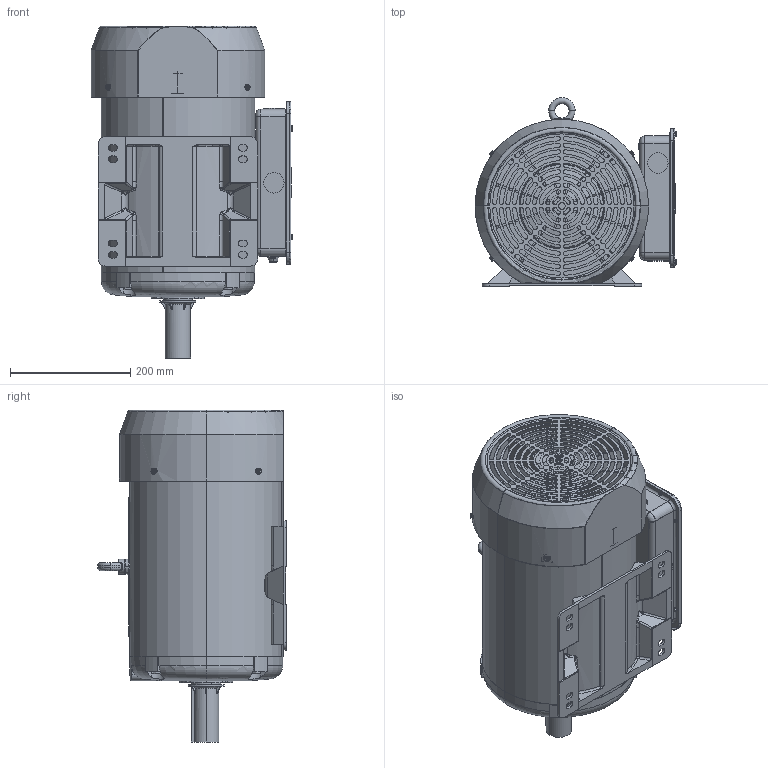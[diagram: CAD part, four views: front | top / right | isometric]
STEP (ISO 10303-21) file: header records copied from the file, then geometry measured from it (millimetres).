
FILE_DESCRIPTION (( 'STEP AP203' ), '1' );
FILE_NAME ('SLF215T（普通盖）.STEP', '2015-08-01T01:09:25', ( 'Windows 用户' ), ( 'Sky123.Org' ), 'SwSTEP 2.0', 'SolidWorks 2013', '' );
FILE_SCHEMA (( 'CONFIG_CONTROL_DESIGN' ));
Length unit declared in the file: millimetre
Products named in the file (34): NEMA210T猾敕ヶ裔; 援隊蹟譫0.3125-18UNC; 210单相出线盒盖密封垫; NEMA210T瑞欶; 208粣創揤啣; SLF215Tㄗぱ籵裔ㄘ; 210等眈堤盄碟裔; 裂遠; NEMA210T前防尘圈; 接线盒盖螺钉10#-32UNC×9.5; NEMA210詩啣褲粣扥杶; 锁轴承压板10-32UNF×30; NEMA215T蛌粣; NEMA215儂褲(298mm); 风罩螺钉0.25-20UNC×8; NEMA210T等眈猾敕綴裔; 6208; NEMA210菁褐; 热保螺钉齿形垫片5; 德州热保总成LED1038; NEMA210T后防尘圈; 粣創6206; NEMA210T諉盄碟釱砎蝶菜; 锁热保螺母10#-32UNC; 210T热保安装垫块; 穿钉0.3125-18UNC×365; NEMA180T-210T迖啣; 210T等眈堤盄碟釱; 热保螺钉10#-32UNC×35; ﾆｽｼ魵7.9｡ﾁ61.5; 波形垫圈D62(6206); 接线盒座螺钉0.25-20UNC×12; 援隊粟銅菜え朴8.5; 132-4怢宒瑞珔
Assembly tree (58 placements, depth 2):
  SLF215Tㄗぱ籵裔ㄘ
    NEMA215儂褲(298mm)
    NEMA210菁褐
    NEMA210T諉盄碟釱砎蝶菜
    210T等眈堤盄碟釱
    接线盒座螺钉0.25-20UNC×12  x4
    210单相出线盒盖密封垫
    210等眈堤盄碟裔
    接线盒盖螺钉10#-32UNC×9.5  x4
    NEMA215T蛌粣
    6208
    粣創6206
    NEMA180T-210T迖啣
    波形垫圈D62(6206)
    NEMA210T猾敕ヶ裔
    208粣創揤啣
    NEMA210T前防尘圈
    锁轴承压板10-32UNF×30  x4
    NEMA210T等眈猾敕綴裔
    NEMA210T后防尘圈
    穿钉0.3125-18UNC×365  x4
    ﾆｽｼ魵7.9｡ﾁ61.5
    132-4怢宒瑞珔
    NEMA210T瑞欶
    裂遠
    NEMA210詩啣褲粣扥杶
    风罩螺钉0.25-20UNC×8  x4
    德州热保总成LED1038
    210T热保安装垫块  x2
    热保螺钉齿形垫片5  x2
    锁热保螺母10#-32UNC  x2
    热保螺钉10#-32UNC×35  x2
    援隊粟銅菜え朴8.5  x4
    援隊蹟譫0.3125-18UNC  x4
Bounding box: 335.3 x 313.5 x 551.43 mm (x, y, z)
Volume: 3806900.2 mm3; surface area: 1943563.5 mm2
Topology: 58 solids, 59 shells, 2984 faces, 7837 edges, 5041 vertices
Faces by surface type: cylinder 1345, plane 1056, torus 252, bspline 184, cone 145, sphere 2
Entity records: 98943 total; most frequent: CARTESIAN_POINT 31419, ORIENTED_EDGE 13482, DIRECTION 13215, EDGE_CURVE 6741, AXIS2_PLACEMENT_3D 5229, VERTEX_POINT 4365, EDGE_LOOP 2920, CIRCLE 2829
